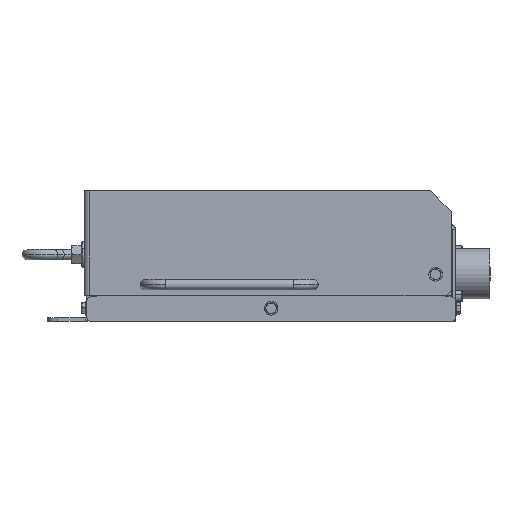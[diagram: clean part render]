
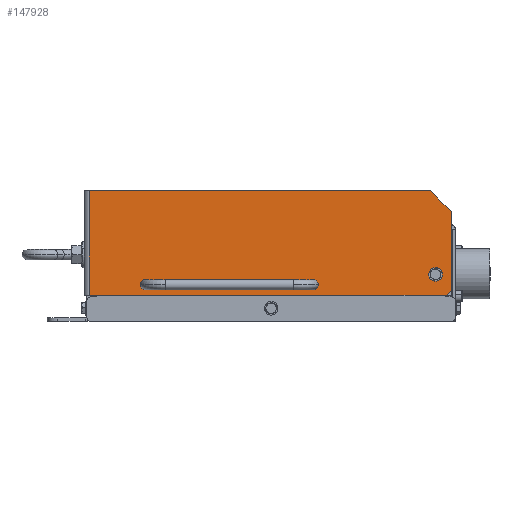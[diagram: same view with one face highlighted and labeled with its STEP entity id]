
A CAD part, left-side view. The second image highlights one B-rep face of the part: STEP entity #147928.
In plain terms, the highlighted planar face has unit normal (-1, 0, 0).
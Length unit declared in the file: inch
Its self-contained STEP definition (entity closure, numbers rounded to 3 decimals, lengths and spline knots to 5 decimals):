
#4362 = CARTESIAN_POINT ( 'NONE',  ( -3.813, 7.30874, -0.85156 ) ) ;
#4787 = VECTOR ( 'NONE', #165647, 39.37008 ) ;
#5892 = CARTESIAN_POINT ( 'NONE',  ( -3.813, 0., -1. ) ) ;
#6184 = EDGE_CURVE ( 'NONE', #51051, #164288, #9973, .T. ) ;
#7641 = CARTESIAN_POINT ( 'NONE',  ( -3.813, 0.375, -0.5 ) ) ;
#9973 = CIRCLE ( 'NONE', #135455, 0.07812 ) ;
#10696 = CARTESIAN_POINT ( 'NONE',  ( -3.813, -1.1875, 0.3125 ) ) ;
#11006 = VERTEX_POINT ( 'NONE', #81410 ) ;
#11272 = DIRECTION ( 'NONE',  ( 0., -0.707, 0.707 ) ) ;
#11568 = ORIENTED_EDGE ( 'NONE', *, *, #114269, .T. ) ;
#13347 = LINE ( 'NONE', #44481, #142361 ) ;
#14819 = DIRECTION ( 'NONE',  ( 1., 0., 0. ) ) ;
#15286 = ORIENTED_EDGE ( 'NONE', *, *, #112161, .T. ) ;
#15401 = CARTESIAN_POINT ( 'NONE',  ( -3.813, 0.375, -0.57812 ) ) ;
#17773 = DIRECTION ( 'NONE',  ( 0., 0.707, 0.707 ) ) ;
#18755 = VERTEX_POINT ( 'NONE', #31183 ) ;
#19582 = LINE ( 'NONE', #120985, #156824 ) ;
#20990 = DIRECTION ( 'NONE',  ( 0., 0., -1. ) ) ;
#21184 = DIRECTION ( 'NONE',  ( 1., 0., 0. ) ) ;
#22518 = LINE ( 'NONE', #10696, #159740 ) ;
#24073 = CIRCLE ( 'NONE', #143456, 0.10156 ) ;
#28437 = EDGE_CURVE ( 'NONE', #11006, #18755, #19582, .T. ) ;
#29025 = FACE_BOUND ( 'NONE', #29401, .T. ) ;
#29401 = EDGE_LOOP ( 'NONE', ( #71610, #152278 ) ) ;
#30250 = DIRECTION ( 'NONE',  ( 1., 0., 0. ) ) ;
#31183 = CARTESIAN_POINT ( 'NONE',  ( -3.813, 8.655, 1.5 ) ) ;
#31464 = EDGE_CURVE ( 'NONE', #114249, #91767, #139104, .T. ) ;
#33057 = EDGE_CURVE ( 'NONE', #18755, #37459, #163508, .T. ) ;
#33752 = CARTESIAN_POINT ( 'NONE',  ( -3.813, 0.375, -0.5 ) ) ;
#37339 = DIRECTION ( 'NONE',  ( 1., 0., 0. ) ) ;
#37459 = VERTEX_POINT ( 'NONE', #108412 ) ;
#40021 = LINE ( 'NONE', #5892, #4787 ) ;
#41747 = CARTESIAN_POINT ( 'NONE',  ( -3.813, 0., 1.5 ) ) ;
#42198 = EDGE_CURVE ( 'NONE', #91767, #114249, #72536, .T. ) ;
#44481 = CARTESIAN_POINT ( 'NONE',  ( -3.813, 0.25, 1.25 ) ) ;
#45067 = CIRCLE ( 'NONE', #111684, 0.07812 ) ;
#47076 = DIRECTION ( 'NONE',  ( 0., 0., -1. ) ) ;
#47316 = AXIS2_PLACEMENT_3D ( 'NONE', #94523, #14819, #107966 ) ;
#51051 = VERTEX_POINT ( 'NONE', #75094 ) ;
#52689 = ORIENTED_EDGE ( 'NONE', *, *, #28437, .T. ) ;
#54052 = CARTESIAN_POINT ( 'NONE',  ( -3.813, 0.125, -1. ) ) ;
#58082 = ORIENTED_EDGE ( 'NONE', *, *, #92344, .T. ) ;
#64430 = FACE_BOUND ( 'NONE', #121797, .T. ) ;
#66582 = AXIS2_PLACEMENT_3D ( 'NONE', #156624, #77106, #169901 ) ;
#68004 = DIRECTION ( 'NONE',  ( 0., 0., -1. ) ) ;
#68230 = CARTESIAN_POINT ( 'NONE',  ( -3.813, 0., 1. ) ) ;
#68620 = DIRECTION ( 'NONE',  ( 0., 0., -1. ) ) ;
#71610 = ORIENTED_EDGE ( 'NONE', *, *, #129449, .T. ) ;
#72380 = CARTESIAN_POINT ( 'NONE',  ( -3.813, 7.30874, -0.64844 ) ) ;
#72536 = CIRCLE ( 'NONE', #130935, 0.10156 ) ;
#75094 = CARTESIAN_POINT ( 'NONE',  ( -3.813, 0.375, -0.42188 ) ) ;
#77106 = DIRECTION ( 'NONE',  ( -1., 0., 0. ) ) ;
#79864 = ORIENTED_EDGE ( 'NONE', *, *, #124355, .T. ) ;
#81410 = CARTESIAN_POINT ( 'NONE',  ( -3.813, 0.5, 1.5 ) ) ;
#84392 = EDGE_LOOP ( 'NONE', ( #124753, #58082, #125175, #11568, #52689, #122975 ) ) ;
#87609 = VECTOR ( 'NONE', #68620, 39.37008 ) ;
#91767 = VERTEX_POINT ( 'NONE', #113381 ) ;
#92344 = EDGE_CURVE ( 'NONE', #140988, #167630, #22518, .T. ) ;
#94070 = CARTESIAN_POINT ( 'NONE',  ( -3.813, 0., -0.875 ) ) ;
#94523 = CARTESIAN_POINT ( 'NONE',  ( -3.813, 3.30874, -0.75 ) ) ;
#98241 = VERTEX_POINT ( 'NONE', #68230 ) ;
#100716 = DIRECTION ( 'NONE',  ( 1., 0., 0. ) ) ;
#100907 = CARTESIAN_POINT ( 'NONE',  ( -3.813, 3.30874, -0.75 ) ) ;
#106644 = EDGE_CURVE ( 'NONE', #98241, #167630, #154094, .T. ) ;
#107966 = DIRECTION ( 'NONE',  ( 0., 0., -1. ) ) ;
#108412 = CARTESIAN_POINT ( 'NONE',  ( -3.813, 8.655, -1. ) ) ;
#109999 = CARTESIAN_POINT ( 'NONE',  ( -3.813, 7.30874, -0.75 ) ) ;
#111684 = AXIS2_PLACEMENT_3D ( 'NONE', #33752, #126834, #47076 ) ;
#112161 = EDGE_CURVE ( 'NONE', #140478, #166327, #154139, .T. ) ;
#113381 = CARTESIAN_POINT ( 'NONE',  ( -3.813, 3.30874, -0.85156 ) ) ;
#113789 = ORIENTED_EDGE ( 'NONE', *, *, #31464, .T. ) ;
#114249 = VERTEX_POINT ( 'NONE', #150907 ) ;
#114269 = EDGE_CURVE ( 'NONE', #98241, #11006, #13347, .T. ) ;
#114271 = DIRECTION ( 'NONE',  ( 0., 0., -1. ) ) ;
#117138 = CARTESIAN_POINT ( 'NONE',  ( -3.813, 7.30874, -0.75 ) ) ;
#120985 = CARTESIAN_POINT ( 'NONE',  ( -3.813, 0., 1.5 ) ) ;
#121500 = CARTESIAN_POINT ( 'NONE',  ( -3.813, 8.655, 1.5 ) ) ;
#121797 = EDGE_LOOP ( 'NONE', ( #15286, #79864 ) ) ;
#122975 = ORIENTED_EDGE ( 'NONE', *, *, #33057, .T. ) ;
#123363 = DIRECTION ( 'NONE',  ( 0., 0., -1. ) ) ;
#124355 = EDGE_CURVE ( 'NONE', #166327, #140478, #24073, .T. ) ;
#124753 = ORIENTED_EDGE ( 'NONE', *, *, #159183, .F. ) ;
#125175 = ORIENTED_EDGE ( 'NONE', *, *, #106644, .F. ) ;
#126834 = DIRECTION ( 'NONE',  ( 1., 0., 0. ) ) ;
#129449 = EDGE_CURVE ( 'NONE', #164288, #51051, #45067, .T. ) ;
#129972 = AXIS2_PLACEMENT_3D ( 'NONE', #109999, #30250, #123363 ) ;
#130450 = DIRECTION ( 'NONE',  ( 0., 0., -1. ) ) ;
#130935 = AXIS2_PLACEMENT_3D ( 'NONE', #100907, #21184, #114271 ) ;
#134330 = DIRECTION ( 'NONE',  ( 0., 1., 0. ) ) ;
#135181 = FACE_BOUND ( 'NONE', #162119, .T. ) ;
#135455 = AXIS2_PLACEMENT_3D ( 'NONE', #7641, #100716, #20990 ) ;
#139104 = CIRCLE ( 'NONE', #47316, 0.10156 ) ;
#140478 = VERTEX_POINT ( 'NONE', #4362 ) ;
#140988 = VERTEX_POINT ( 'NONE', #54052 ) ;
#142361 = VECTOR ( 'NONE', #17773, 39.37008 ) ;
#143322 = PLANE ( 'NONE',  #66582 ) ;
#143456 = AXIS2_PLACEMENT_3D ( 'NONE', #117138, #37339, #130450 ) ;
#147928 = ADVANCED_FACE ( 'NONE', ( #29025, #135181, #64430, #166270 ), #143322, .T. ) ;
#150907 = CARTESIAN_POINT ( 'NONE',  ( -3.813, 3.30874, -0.64844 ) ) ;
#152278 = ORIENTED_EDGE ( 'NONE', *, *, #6184, .T. ) ;
#154094 = LINE ( 'NONE', #41747, #87609 ) ;
#154139 = CIRCLE ( 'NONE', #129972, 0.10156 ) ;
#156624 = CARTESIAN_POINT ( 'NONE',  ( -3.813, 0., 1.5 ) ) ;
#156824 = VECTOR ( 'NONE', #134330, 39.37008 ) ;
#158831 = ORIENTED_EDGE ( 'NONE', *, *, #42198, .T. ) ;
#159183 = EDGE_CURVE ( 'NONE', #140988, #37459, #40021, .T. ) ;
#159326 = VECTOR ( 'NONE', #68004, 39.37008 ) ;
#159740 = VECTOR ( 'NONE', #11272, 39.37008 ) ;
#162119 = EDGE_LOOP ( 'NONE', ( #158831, #113789 ) ) ;
#163508 = LINE ( 'NONE', #121500, #159326 ) ;
#164288 = VERTEX_POINT ( 'NONE', #15401 ) ;
#165647 = DIRECTION ( 'NONE',  ( 0., 1., 0. ) ) ;
#166270 = FACE_OUTER_BOUND ( 'NONE', #84392, .T. ) ;
#166327 = VERTEX_POINT ( 'NONE', #72380 ) ;
#167630 = VERTEX_POINT ( 'NONE', #94070 ) ;
#169901 = DIRECTION ( 'NONE',  ( 0., 0., 1. ) ) ;
